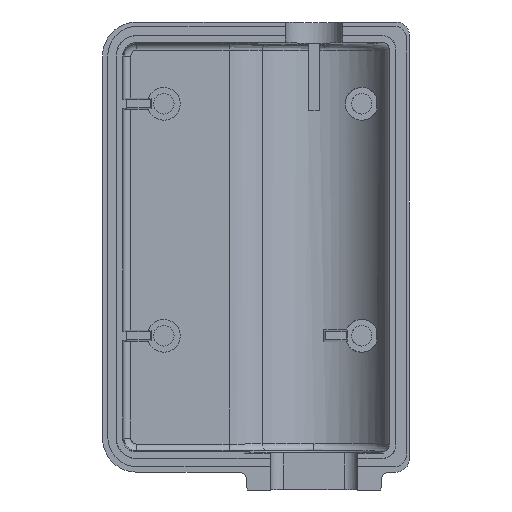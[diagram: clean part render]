
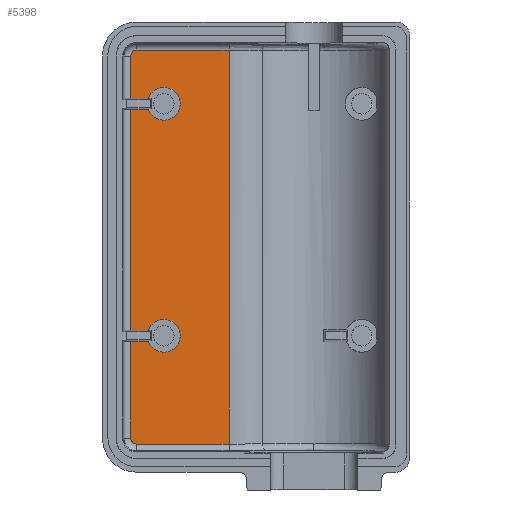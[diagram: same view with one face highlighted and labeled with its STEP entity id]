
A CAD part, front view. The second image highlights one B-rep face of the part: STEP entity #5398.
In plain terms, the highlighted planar face has unit normal (0, -1, 0).
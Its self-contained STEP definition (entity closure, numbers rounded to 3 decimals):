
#57 = LINE ( 'NONE', #2499, #3377 ) ;
#59 = VECTOR ( 'NONE', #4966, 1000. ) ;
#77 = CARTESIAN_POINT ( 'NONE',  ( -13., 3., -7.066 ) ) ;
#88 = VERTEX_POINT ( 'NONE', #1232 ) ;
#153 = CARTESIAN_POINT ( 'NONE',  ( -15.5, 3., -28.4 ) ) ;
#158 = VERTEX_POINT ( 'NONE', #3136 ) ;
#164 = DIRECTION ( 'NONE',  ( 0., 0., 1. ) ) ;
#220 = ORIENTED_EDGE ( 'NONE', *, *, #2632, .T. ) ;
#298 = VECTOR ( 'NONE', #988, 1000. ) ;
#417 = DIRECTION ( 'NONE',  ( 0., 0., -1. ) ) ;
#434 = CARTESIAN_POINT ( 'NONE',  ( -15.5, 3., -10.6 ) ) ;
#444 = EDGE_CURVE ( 'NONE', #4208, #158, #4846, .T. ) ;
#483 = VERTEX_POINT ( 'NONE', #1336 ) ;
#563 = VERTEX_POINT ( 'NONE', #77 ) ;
#639 = DIRECTION ( 'NONE',  ( 0., -1., 0. ) ) ;
#705 = DIRECTION ( 'NONE',  ( 0., -1., 0. ) ) ;
#832 = VECTOR ( 'NONE', #4593, 1000. ) ;
#875 = CARTESIAN_POINT ( 'NONE',  ( -15.5, 3., -27.6 ) ) ;
#915 = VERTEX_POINT ( 'NONE', #2955 ) ;
#988 = DIRECTION ( 'NONE',  ( -1., 0., 0. ) ) ;
#991 = DIRECTION ( 'NONE',  ( 0., -1., 0. ) ) ;
#1008 = CARTESIAN_POINT ( 'NONE',  ( -13.434, 3., -10.6 ) ) ;
#1044 = CARTESIAN_POINT ( 'NONE',  ( -12.131, 3., -10.6 ) ) ;
#1047 = VECTOR ( 'NONE', #2002, 1000. ) ;
#1055 = CARTESIAN_POINT ( 'NONE',  ( -13., 3., -35.5 ) ) ;
#1070 = EDGE_CURVE ( 'NONE', #3847, #158, #4551, .T. ) ;
#1108 = VERTEX_POINT ( 'NONE', #1682 ) ;
#1134 = EDGE_CURVE ( 'NONE', #4049, #3193, #4008, .T. ) ;
#1136 = VERTEX_POINT ( 'NONE', #3000 ) ;
#1153 = CARTESIAN_POINT ( 'NONE',  ( -13.434, 3., -11.4 ) ) ;
#1180 = LINE ( 'NONE', #4100, #59 ) ;
#1186 = DIRECTION ( 'NONE',  ( 1., 0., 0. ) ) ;
#1206 = VERTEX_POINT ( 'NONE', #3711 ) ;
#1211 = AXIS2_PLACEMENT_3D ( 'NONE', #1249, #4311, #1708 ) ;
#1232 = CARTESIAN_POINT ( 'NONE',  ( -13.434, 3., -35.5 ) ) ;
#1249 = CARTESIAN_POINT ( 'NONE',  ( -13., 3., -7.5 ) ) ;
#1258 = CARTESIAN_POINT ( 'NONE',  ( -13.434, 3., -7.5 ) ) ;
#1276 = CIRCLE ( 'NONE', #5638, 1.2 ) ;
#1287 = CARTESIAN_POINT ( 'NONE',  ( -6.225, 3., -7.066 ) ) ;
#1336 = CARTESIAN_POINT ( 'NONE',  ( -13.434, 3., -28.4 ) ) ;
#1357 = EDGE_CURVE ( 'NONE', #1206, #1446, #3443, .T. ) ;
#1446 = VERTEX_POINT ( 'NONE', #1044 ) ;
#1500 = DIRECTION ( 'NONE',  ( 0., 0., 1. ) ) ;
#1530 = VERTEX_POINT ( 'NONE', #1008 ) ;
#1568 = AXIS2_PLACEMENT_3D ( 'NONE', #1055, #4134, #1500 ) ;
#1612 = CARTESIAN_POINT ( 'NONE',  ( -6.225, 3., -35.934 ) ) ;
#1665 = CARTESIAN_POINT ( 'NONE',  ( -11., 3., -26.8 ) ) ;
#1682 = CARTESIAN_POINT ( 'NONE',  ( -11., 3., -12.2 ) ) ;
#1701 = CARTESIAN_POINT ( 'NONE',  ( -6.225, 3., -38. ) ) ;
#1708 = DIRECTION ( 'NONE',  ( 0., 0., 1. ) ) ;
#1734 = AXIS2_PLACEMENT_3D ( 'NONE', #3297, #705, #3755 ) ;
#1770 = CARTESIAN_POINT ( 'NONE',  ( -12.131, 3., -11.4 ) ) ;
#1772 = EDGE_LOOP ( 'NONE', ( #3176, #3476, #3727, #5530, #220, #5032, #5471, #1793, #4999, #1968, #4531, #3870, #2740, #1892, #2815, #2425, #3016, #3401 ) ) ;
#1793 = ORIENTED_EDGE ( 'NONE', *, *, #3741, .T. ) ;
#1828 = DIRECTION ( 'NONE',  ( 0., -1., 0. ) ) ;
#1879 = AXIS2_PLACEMENT_3D ( 'NONE', #4783, #5683, #3017 ) ;
#1892 = ORIENTED_EDGE ( 'NONE', *, *, #1357, .F. ) ;
#1952 = CIRCLE ( 'NONE', #1211, 0.434 ) ;
#1968 = ORIENTED_EDGE ( 'NONE', *, *, #5200, .T. ) ;
#2002 = DIRECTION ( 'NONE',  ( 0., 0., -1. ) ) ;
#2024 = CARTESIAN_POINT ( 'NONE',  ( -11., 3., -28. ) ) ;
#2143 = DIRECTION ( 'NONE',  ( -1., 0., 0. ) ) ;
#2168 = CARTESIAN_POINT ( 'NONE',  ( -13., 3., -35.934 ) ) ;
#2194 = DIRECTION ( 'NONE',  ( -1., 0., 0. ) ) ;
#2291 = EDGE_CURVE ( 'NONE', #915, #1136, #1276, .T. ) ;
#2326 = VECTOR ( 'NONE', #2143, 1000. ) ;
#2385 = EDGE_CURVE ( 'NONE', #2794, #4208, #4590, .T. ) ;
#2425 = ORIENTED_EDGE ( 'NONE', *, *, #4511, .F. ) ;
#2465 = DIRECTION ( 'NONE',  ( 0., 0., 1. ) ) ;
#2473 = VERTEX_POINT ( 'NONE', #1770 ) ;
#2499 = CARTESIAN_POINT ( 'NONE',  ( -15.5, 3., -35.934 ) ) ;
#2516 = EDGE_CURVE ( 'NONE', #1136, #2794, #5224, .T. ) ;
#2591 = PLANE ( 'NONE',  #1879 ) ;
#2604 = VECTOR ( 'NONE', #4701, 1000. ) ;
#2632 = EDGE_CURVE ( 'NONE', #915, #483, #4945, .T. ) ;
#2636 = VECTOR ( 'NONE', #3305, 1000. ) ;
#2731 = LINE ( 'NONE', #4255, #2604 ) ;
#2740 = ORIENTED_EDGE ( 'NONE', *, *, #5404, .F. ) ;
#2752 = DIRECTION ( 'NONE',  ( 0., -1., 0. ) ) ;
#2794 = VERTEX_POINT ( 'NONE', #1665 ) ;
#2815 = ORIENTED_EDGE ( 'NONE', *, *, #4295, .F. ) ;
#2826 = VECTOR ( 'NONE', #417, 1000. ) ;
#2955 = CARTESIAN_POINT ( 'NONE',  ( -12.131, 3., -28.4 ) ) ;
#3000 = CARTESIAN_POINT ( 'NONE',  ( -11., 3., -29.2 ) ) ;
#3016 = ORIENTED_EDGE ( 'NONE', *, *, #3645, .T. ) ;
#3017 = DIRECTION ( 'NONE',  ( 0., 0., 1. ) ) ;
#3136 = CARTESIAN_POINT ( 'NONE',  ( -13.434, 3., -27.6 ) ) ;
#3158 = AXIS2_PLACEMENT_3D ( 'NONE', #2024, #5108, #2465 ) ;
#3163 = CARTESIAN_POINT ( 'NONE',  ( -12.131, 3., -27.6 ) ) ;
#3176 = ORIENTED_EDGE ( 'NONE', *, *, #444, .F. ) ;
#3193 = VERTEX_POINT ( 'NONE', #1612 ) ;
#3228 = CARTESIAN_POINT ( 'NONE',  ( -11., 3., -28. ) ) ;
#3292 = CARTESIAN_POINT ( 'NONE',  ( -13.434, 3., -35.5 ) ) ;
#3297 = CARTESIAN_POINT ( 'NONE',  ( -11., 3., -11. ) ) ;
#3305 = DIRECTION ( 'NONE',  ( -1., 0., 0. ) ) ;
#3377 = VECTOR ( 'NONE', #1186, 1000. ) ;
#3401 = ORIENTED_EDGE ( 'NONE', *, *, #1070, .T. ) ;
#3443 = CIRCLE ( 'NONE', #4878, 1.2 ) ;
#3476 = ORIENTED_EDGE ( 'NONE', *, *, #2385, .F. ) ;
#3490 = FACE_OUTER_BOUND ( 'NONE', #1772, .T. ) ;
#3525 = VECTOR ( 'NONE', #2194, 1000. ) ;
#3600 = CIRCLE ( 'NONE', #1734, 1.2 ) ;
#3618 = CARTESIAN_POINT ( 'NONE',  ( -11., 3., -11. ) ) ;
#3645 = EDGE_CURVE ( 'NONE', #2473, #3847, #3808, .T. ) ;
#3680 = DIRECTION ( 'NONE',  ( 0., 0., 1. ) ) ;
#3711 = CARTESIAN_POINT ( 'NONE',  ( -11., 3., -9.8 ) ) ;
#3727 = ORIENTED_EDGE ( 'NONE', *, *, #2516, .F. ) ;
#3741 = EDGE_CURVE ( 'NONE', #4065, #3193, #57, .T. ) ;
#3755 = DIRECTION ( 'NONE',  ( 0., 0., 1. ) ) ;
#3781 = EDGE_CURVE ( 'NONE', #563, #5389, #1952, .T. ) ;
#3808 = LINE ( 'NONE', #4638, #2636 ) ;
#3847 = VERTEX_POINT ( 'NONE', #1153 ) ;
#3870 = ORIENTED_EDGE ( 'NONE', *, *, #4544, .T. ) ;
#4008 = LINE ( 'NONE', #1701, #2826 ) ;
#4049 = VERTEX_POINT ( 'NONE', #1287 ) ;
#4065 = VERTEX_POINT ( 'NONE', #2168 ) ;
#4075 = DIRECTION ( 'NONE',  ( 0., 0., 1. ) ) ;
#4100 = CARTESIAN_POINT ( 'NONE',  ( -13.434, 3., -35.5 ) ) ;
#4134 = DIRECTION ( 'NONE',  ( 0., -1., 0. ) ) ;
#4157 = CARTESIAN_POINT ( 'NONE',  ( -13., 3., -7.066 ) ) ;
#4208 = VERTEX_POINT ( 'NONE', #3163 ) ;
#4255 = CARTESIAN_POINT ( 'NONE',  ( -13.434, 3., -35.5 ) ) ;
#4295 = EDGE_CURVE ( 'NONE', #1108, #1206, #3600, .T. ) ;
#4305 = LINE ( 'NONE', #4157, #832 ) ;
#4311 = DIRECTION ( 'NONE',  ( 0., -1., 0. ) ) ;
#4434 = CARTESIAN_POINT ( 'NONE',  ( -11., 3., -28. ) ) ;
#4490 = AXIS2_PLACEMENT_3D ( 'NONE', #4434, #1828, #4898 ) ;
#4511 = EDGE_CURVE ( 'NONE', #2473, #1108, #4695, .T. ) ;
#4531 = ORIENTED_EDGE ( 'NONE', *, *, #3781, .T. ) ;
#4544 = EDGE_CURVE ( 'NONE', #5389, #1530, #1180, .T. ) ;
#4551 = LINE ( 'NONE', #3292, #1047 ) ;
#4568 = EDGE_CURVE ( 'NONE', #88, #4065, #4848, .T. ) ;
#4590 = CIRCLE ( 'NONE', #3158, 1.2 ) ;
#4593 = DIRECTION ( 'NONE',  ( -1., 0., 0. ) ) ;
#4638 = CARTESIAN_POINT ( 'NONE',  ( -15.5, 3., -11.4 ) ) ;
#4666 = LINE ( 'NONE', #434, #2326 ) ;
#4695 = CIRCLE ( 'NONE', #5306, 1.2 ) ;
#4701 = DIRECTION ( 'NONE',  ( 0., 0., -1. ) ) ;
#4783 = CARTESIAN_POINT ( 'NONE',  ( -15.5, 3., -38. ) ) ;
#4846 = LINE ( 'NONE', #875, #3525 ) ;
#4848 = CIRCLE ( 'NONE', #1568, 0.434 ) ;
#4878 = AXIS2_PLACEMENT_3D ( 'NONE', #3618, #991, #4075 ) ;
#4898 = DIRECTION ( 'NONE',  ( 0., 0., 1. ) ) ;
#4945 = LINE ( 'NONE', #153, #298 ) ;
#4966 = DIRECTION ( 'NONE',  ( 0., 0., -1. ) ) ;
#4999 = ORIENTED_EDGE ( 'NONE', *, *, #1134, .F. ) ;
#5032 = ORIENTED_EDGE ( 'NONE', *, *, #5341, .T. ) ;
#5108 = DIRECTION ( 'NONE',  ( 0., -1., 0. ) ) ;
#5200 = EDGE_CURVE ( 'NONE', #4049, #563, #4305, .T. ) ;
#5224 = CIRCLE ( 'NONE', #4490, 1.2 ) ;
#5306 = AXIS2_PLACEMENT_3D ( 'NONE', #5410, #2752, #164 ) ;
#5341 = EDGE_CURVE ( 'NONE', #483, #88, #2731, .T. ) ;
#5389 = VERTEX_POINT ( 'NONE', #1258 ) ;
#5398 = ADVANCED_FACE ( 'NONE', ( #3490 ), #2591, .F. ) ;
#5404 = EDGE_CURVE ( 'NONE', #1446, #1530, #4666, .T. ) ;
#5410 = CARTESIAN_POINT ( 'NONE',  ( -11., 3., -11. ) ) ;
#5471 = ORIENTED_EDGE ( 'NONE', *, *, #4568, .T. ) ;
#5530 = ORIENTED_EDGE ( 'NONE', *, *, #2291, .F. ) ;
#5638 = AXIS2_PLACEMENT_3D ( 'NONE', #3228, #639, #3680 ) ;
#5683 = DIRECTION ( 'NONE',  ( 0., 1., 0. ) ) ;
